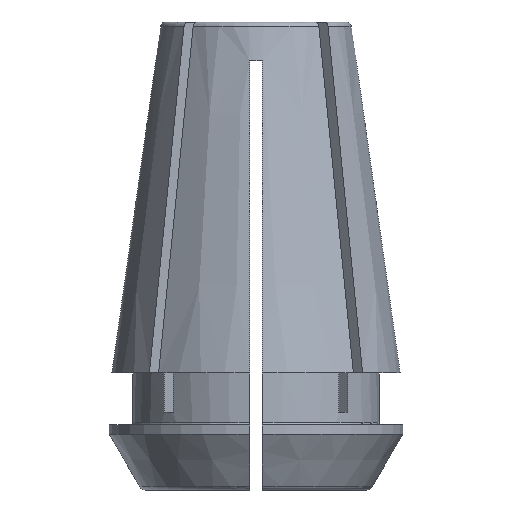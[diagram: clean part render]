
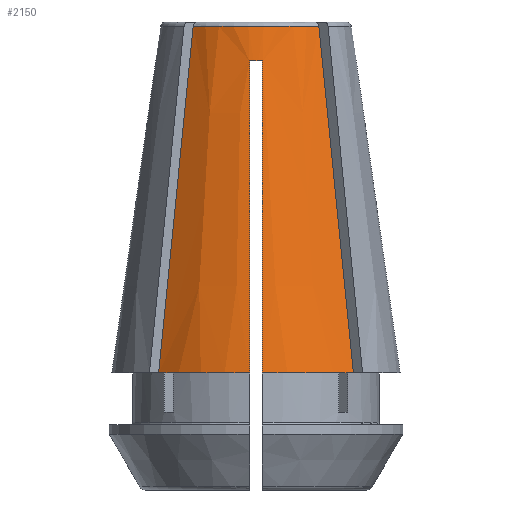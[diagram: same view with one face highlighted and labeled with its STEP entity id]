
A CAD part, front view. The second image highlights one B-rep face of the part: STEP entity #2150.
In plain terms, the highlighted conical face has half-angle 8 degrees and reference radius 5.502 mm.
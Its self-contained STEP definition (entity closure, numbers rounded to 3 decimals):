
#33=B_SPLINE_CURVE_WITH_KNOTS('',3,(#3263,#3264,#3265,#3266,#3267,#3268,
#3269),.UNSPECIFIED.,.F.,.F.,(4,3,4),(0.,0.006,
0.013),.UNSPECIFIED.);
#34=B_SPLINE_CURVE_WITH_KNOTS('',3,(#3274,#3275,#3276,#3277,#3278,#3279,
#3280),.UNSPECIFIED.,.F.,.F.,(4,3,4),(0.,0.01,
0.013),.UNSPECIFIED.);
#35=B_SPLINE_CURVE_WITH_KNOTS('',3,(#3284,#3285,#3286,#3287,#3288,#3289,
#3290,#3291,#3292,#3293),.UNSPECIFIED.,.F.,.F.,(4,3,3,4),(0.006,
0.007,0.014,0.018),
 .UNSPECIFIED.);
#36=B_SPLINE_CURVE_WITH_KNOTS('',3,(#3297,#3298,#3299,#3300,#3301,#3302,
#3303,#3304,#3305,#3306),.UNSPECIFIED.,.F.,.F.,(4,3,3,4),(0.006,
0.007,0.014,0.018),
 .UNSPECIFIED.);
#89=CONICAL_SURFACE('',#2294,5.502,0.14);
#505=ORIENTED_EDGE('',*,*,#1198,.F.);
#506=ORIENTED_EDGE('',*,*,#1199,.F.);
#507=ORIENTED_EDGE('',*,*,#1200,.F.);
#508=ORIENTED_EDGE('',*,*,#1201,.T.);
#509=ORIENTED_EDGE('',*,*,#1202,.F.);
#510=ORIENTED_EDGE('',*,*,#1203,.F.);
#511=ORIENTED_EDGE('',*,*,#1204,.T.);
#512=ORIENTED_EDGE('',*,*,#1205,.T.);
#1198=EDGE_CURVE('',#1543,#1544,#33,.T.);
#1199=EDGE_CURVE('',#1545,#1543,#1763,.T.);
#1200=EDGE_CURVE('',#1546,#1545,#34,.T.);
#1201=EDGE_CURVE('',#1546,#1547,#1764,.T.);
#1202=EDGE_CURVE('',#1548,#1547,#35,.T.);
#1203=EDGE_CURVE('',#1549,#1548,#1765,.T.);
#1204=EDGE_CURVE('',#1549,#1550,#36,.T.);
#1205=EDGE_CURVE('',#1550,#1544,#1766,.T.);
#1543=VERTEX_POINT('',#3270);
#1544=VERTEX_POINT('',#3271);
#1545=VERTEX_POINT('',#3273);
#1546=VERTEX_POINT('',#3281);
#1547=VERTEX_POINT('',#3283);
#1548=VERTEX_POINT('',#3294);
#1549=VERTEX_POINT('',#3296);
#1550=VERTEX_POINT('',#3307);
#1763=CIRCLE('',#2295,3.677);
#1764=CIRCLE('',#2296,5.55);
#1765=CIRCLE('',#2297,3.864);
#1766=CIRCLE('',#2298,5.55);
#1894=EDGE_LOOP('',(#505,#506,#507,#508,#509,#510,#511,#512));
#2010=FACE_BOUND('',#1894,.T.);
#2150=ADVANCED_FACE('',(#2010),#89,.T.);
#2294=AXIS2_PLACEMENT_3D('',#3262,#2587,#2588);
#2295=AXIS2_PLACEMENT_3D('',#3272,#2589,#2590);
#2296=AXIS2_PLACEMENT_3D('',#3282,#2591,#2592);
#2297=AXIS2_PLACEMENT_3D('',#3295,#2593,#2594);
#2298=AXIS2_PLACEMENT_3D('',#3308,#2595,#2596);
#2587=DIRECTION('',(0.,0.,-1.));
#2588=DIRECTION('',(-1.,0.,0.));
#2589=DIRECTION('',(0.,0.,1.));
#2590=DIRECTION('',(1.,0.,0.));
#2591=DIRECTION('',(0.,0.,1.));
#2592=DIRECTION('',(1.,0.,0.));
#2593=DIRECTION('',(0.,0.,-1.));
#2594=DIRECTION('',(-1.,0.,0.));
#2595=DIRECTION('',(0.,0.,1.));
#2596=DIRECTION('',(1.,0.,0.));
#3262=CARTESIAN_POINT('',(0.,0.,4.842));
#3263=CARTESIAN_POINT('',(2.417,-2.771,17.828));
#3264=CARTESIAN_POINT('',(2.629,-2.983,15.697));
#3265=CARTESIAN_POINT('',(2.842,-3.195,13.566));
#3266=CARTESIAN_POINT('',(3.054,-3.407,11.436));
#3267=CARTESIAN_POINT('',(3.284,-3.637,9.124));
#3268=CARTESIAN_POINT('',(3.514,-3.867,6.812));
#3269=CARTESIAN_POINT('',(3.744,-4.097,4.5));
#3270=CARTESIAN_POINT('',(2.417,-2.771,17.828));
#3271=CARTESIAN_POINT('',(3.744,-4.097,4.5));
#3272=CARTESIAN_POINT('',(0.,0.,17.828));
#3273=CARTESIAN_POINT('',(-2.417,-2.771,17.828));
#3274=CARTESIAN_POINT('',(-3.744,-4.097,4.5));
#3275=CARTESIAN_POINT('',(-3.424,-3.777,7.716));
#3276=CARTESIAN_POINT('',(-3.104,-3.457,10.932));
#3277=CARTESIAN_POINT('',(-2.784,-3.137,14.149));
#3278=CARTESIAN_POINT('',(-2.661,-3.015,15.375));
#3279=CARTESIAN_POINT('',(-2.539,-2.893,16.601));
#3280=CARTESIAN_POINT('',(-2.417,-2.771,17.828));
#3281=CARTESIAN_POINT('',(-3.744,-4.097,4.5));
#3282=CARTESIAN_POINT('',(0.,0.,4.5));
#3283=CARTESIAN_POINT('',(-0.25,-5.544,4.5));
#3284=CARTESIAN_POINT('',(-0.25,-3.855,16.5));
#3285=CARTESIAN_POINT('',(-0.25,-3.928,15.985));
#3286=CARTESIAN_POINT('',(-0.25,-4.,15.47));
#3287=CARTESIAN_POINT('',(-0.25,-4.073,14.956));
#3288=CARTESIAN_POINT('',(-0.25,-4.406,12.591));
#3289=CARTESIAN_POINT('',(-0.25,-4.739,10.226));
#3290=CARTESIAN_POINT('',(-0.25,-5.071,7.861));
#3291=CARTESIAN_POINT('',(-0.25,-5.229,6.741));
#3292=CARTESIAN_POINT('',(-0.25,-5.387,5.62));
#3293=CARTESIAN_POINT('',(-0.25,-5.544,4.5));
#3294=CARTESIAN_POINT('',(-0.25,-3.855,16.5));
#3295=CARTESIAN_POINT('',(0.,0.,16.5));
#3296=CARTESIAN_POINT('',(0.25,-3.855,16.5));
#3297=CARTESIAN_POINT('',(0.25,-3.855,16.5));
#3298=CARTESIAN_POINT('',(0.25,-3.928,15.985));
#3299=CARTESIAN_POINT('',(0.25,-4.,15.47));
#3300=CARTESIAN_POINT('',(0.25,-4.073,14.956));
#3301=CARTESIAN_POINT('',(0.25,-4.406,12.591));
#3302=CARTESIAN_POINT('',(0.25,-4.739,10.226));
#3303=CARTESIAN_POINT('',(0.25,-5.071,7.861));
#3304=CARTESIAN_POINT('',(0.25,-5.229,6.741));
#3305=CARTESIAN_POINT('',(0.25,-5.387,5.62));
#3306=CARTESIAN_POINT('',(0.25,-5.544,4.5));
#3307=CARTESIAN_POINT('',(0.25,-5.544,4.5));
#3308=CARTESIAN_POINT('',(0.,0.,4.5));
